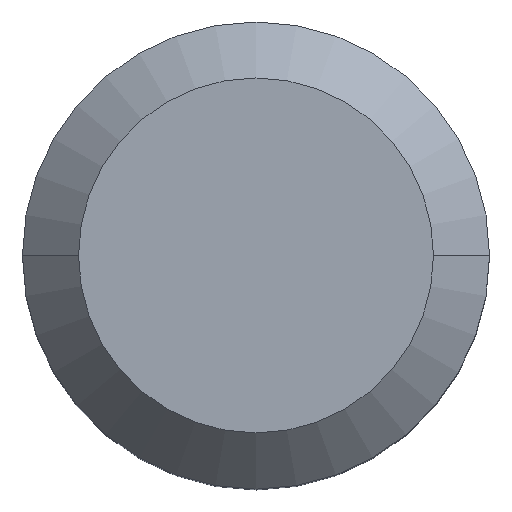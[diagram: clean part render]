
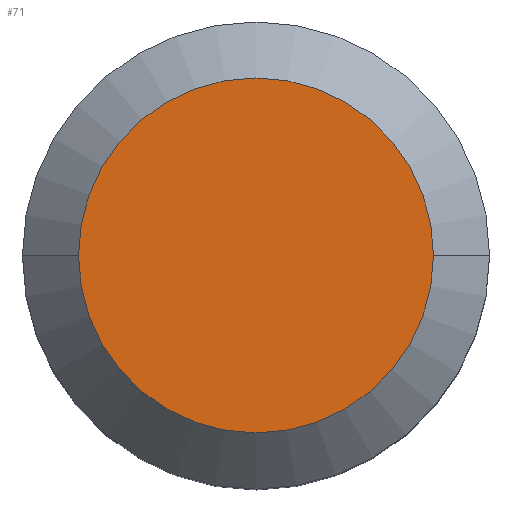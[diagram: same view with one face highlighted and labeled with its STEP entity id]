
A CAD part, top view. The second image highlights one B-rep face of the part: STEP entity #71.
In plain terms, the highlighted planar face has unit normal (0, 0, 1).
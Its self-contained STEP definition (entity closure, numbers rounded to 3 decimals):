
#71=ADVANCED_FACE('',(#174),#175,.T.);
#93=EDGE_CURVE('',#127,#139,#201,.T.);
#109=EDGE_CURVE('',#139,#127,#220,.T.);
#127=VERTEX_POINT('',#241);
#139=VERTEX_POINT('',#254);
#174=FACE_OUTER_BOUND('',#282,.T.);
#175=PLANE('',#283);
#201=CIRCLE('',#318,9.5);
#220=CIRCLE('',#340,9.5);
#241=CARTESIAN_POINT('',(-9.5,0.,30.0));
#254=CARTESIAN_POINT('',(9.5,0.,30.0));
#282=EDGE_LOOP('',(#406,#407));
#283=AXIS2_PLACEMENT_3D('',#408,#409,#410);
#318=AXIS2_PLACEMENT_3D('',#449,#450,#451);
#340=AXIS2_PLACEMENT_3D('',#477,#478,#479);
#406=ORIENTED_EDGE('',*,*,#109,.F.);
#407=ORIENTED_EDGE('',*,*,#93,.F.);
#408=CARTESIAN_POINT('',(4.75,0.,30.0));
#409=DIRECTION('',(0.0,0.,1.0));
#410=DIRECTION('',(-1.0,0.0,0.0));
#449=CARTESIAN_POINT('',(0.0,0.,30.0));
#450=DIRECTION('',(0.0,0.,-1.0));
#451=DIRECTION('',(1.0,0.0,0.0));
#477=CARTESIAN_POINT('',(0.0,0.,30.0));
#478=DIRECTION('',(0.0,0.,-1.0));
#479=DIRECTION('',(1.0,0.0,0.0));
